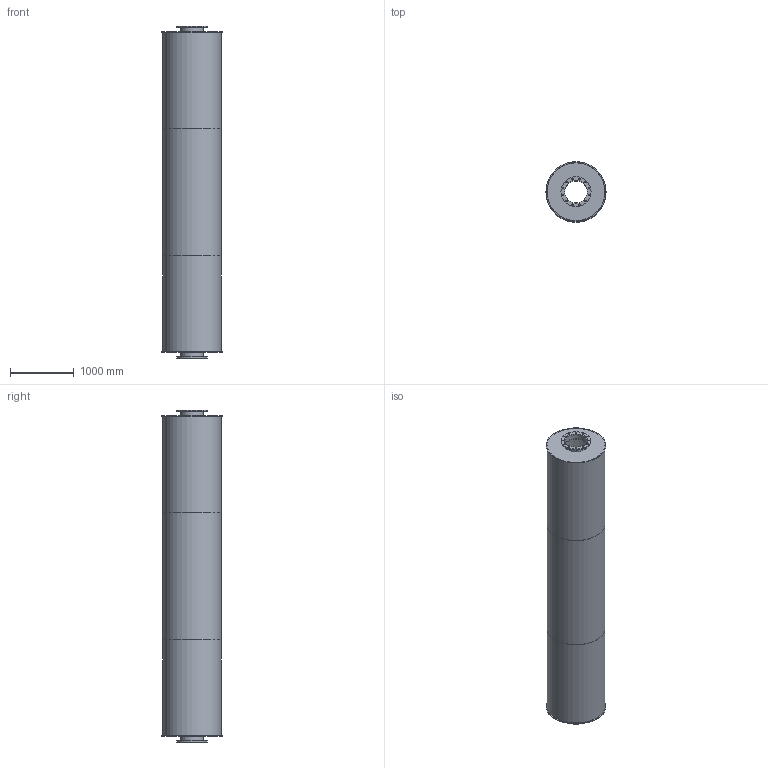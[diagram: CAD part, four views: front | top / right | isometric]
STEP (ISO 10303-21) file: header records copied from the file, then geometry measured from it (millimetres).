
FILE_DESCRIPTION(/* description */ (''),/* implementation_level */ '2;1');
FILE_NAME(/* name */ 'LSAD 14.stp',/* time_stamp */ '2014-10-17T15:45:37+02:00',/* author */ ('Tekenkamer'),/* organization */ (''),/* preprocessor_version */ 'ST-DEVELOPER v15.6',/* originating_system */ 'Autodesk Inventor 2015',/* authorisation */ '');
FILE_SCHEMA (('AUTOMOTIVE_DESIGN { 1 0 10303 214 3 1 1 }','AUTOMOTIVE_DESIGN { 1 0 10303 214 1 1 1 1 }'));
Length unit declared in the file: millimetre
Products named in the file (1): MAAT3D
Bounding box: 940 x 940 x 5200 mm (x, y, z)
Volume: 55371531.8 mm3; surface area: 31846840 mm2
Topology: 9 solids, 9 shells, 60 faces, 126 edges, 84 vertices
Faces by surface type: cylinder 42, plane 18
Full cylindrical faces by diameter (mm): 22 x24, 350 x2, 356 x2, 358 x4, 470 x2, 905 x3, 911 x3, 940 x2
Entity records: 1599 total; most frequent: DIRECTION 290, CARTESIAN_POINT 229, EDGE_LOOP 168, ORIENTED_EDGE 168, AXIS2_PLACEMENT_3D 145, FACE_BOUND 108, CIRCLE 84, VERTEX_POINT 84
